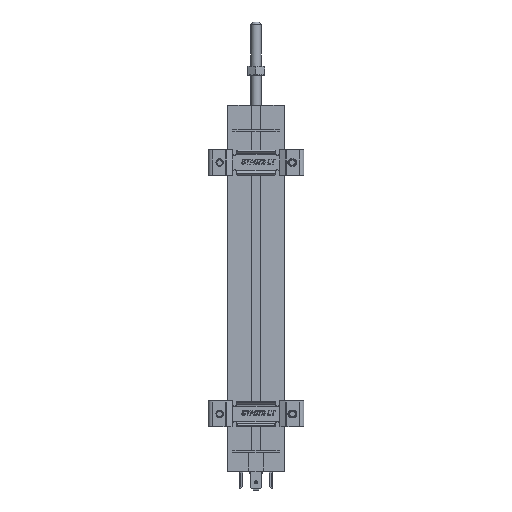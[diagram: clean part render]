
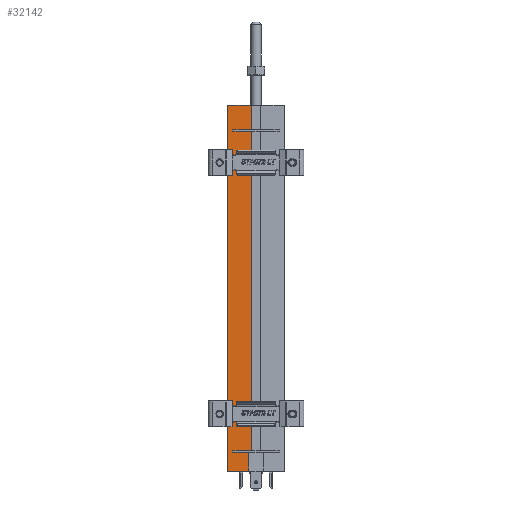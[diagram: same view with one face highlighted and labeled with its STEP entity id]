
A CAD part, front view. The second image highlights one B-rep face of the part: STEP entity #32142.
In plain terms, the highlighted planar face has unit normal (0, -1, 0).
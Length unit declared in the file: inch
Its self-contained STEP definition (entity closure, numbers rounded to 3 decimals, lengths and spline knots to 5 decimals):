
#387 = EDGE_CURVE ( 'NONE', #46416, #76175, #32526, .T. ) ;
#1973 = LINE ( 'NONE', #14563, #16032 ) ;
#2003 = DIRECTION ( 'NONE',  ( -1., 0., 0. ) ) ;
#3127 = DIRECTION ( 'NONE',  ( 0., -1., 0. ) ) ;
#4307 = VECTOR ( 'NONE', #2003, 39.37008 ) ;
#7975 = DIRECTION ( 'NONE',  ( 0., 0., 1. ) ) ;
#8628 = VERTEX_POINT ( 'NONE', #67117 ) ;
#9013 = PLANE ( 'NONE',  #53430 ) ;
#10048 = ORIENTED_EDGE ( 'NONE', *, *, #31250, .T. ) ;
#10313 = ORIENTED_EDGE ( 'NONE', *, *, #36494, .F. ) ;
#10428 = EDGE_CURVE ( 'NONE', #10796, #46416, #50000, .T. ) ;
#10796 = VERTEX_POINT ( 'NONE', #59401 ) ;
#11449 = EDGE_CURVE ( 'NONE', #35245, #68897, #61860, .T. ) ;
#11776 = ORIENTED_EDGE ( 'NONE', *, *, #47330, .T. ) ;
#12406 = ORIENTED_EDGE ( 'NONE', *, *, #10428, .T. ) ;
#12616 = LINE ( 'NONE', #55033, #24794 ) ;
#12859 = VERTEX_POINT ( 'NONE', #69128 ) ;
#13203 = CARTESIAN_POINT ( 'NONE',  ( 1.20079, 0., 0. ) ) ;
#13615 = DIRECTION ( 'NONE',  ( 0., 0., -1. ) ) ;
#14040 = CARTESIAN_POINT ( 'NONE',  ( 0.09843, 0., 0.03937 ) ) ;
#14563 = CARTESIAN_POINT ( 'NONE',  ( 0.11811, 0., -7.38189 ) ) ;
#16032 = VECTOR ( 'NONE', #38768, 39.37008 ) ;
#16469 = ORIENTED_EDGE ( 'NONE', *, *, #11449, .F. ) ;
#17257 = LINE ( 'NONE', #36233, #52894 ) ;
#17917 = VECTOR ( 'NONE', #49674, 39.37008 ) ;
#21917 = CARTESIAN_POINT ( 'NONE',  ( 0.48819, 0., -7.38189 ) ) ;
#22610 = VERTEX_POINT ( 'NONE', #35159 ) ;
#24739 = ORIENTED_EDGE ( 'NONE', *, *, #75716, .T. ) ;
#24794 = VECTOR ( 'NONE', #41991, 39.37008 ) ;
#25159 = CARTESIAN_POINT ( 'NONE',  ( 0.48819, 0., -7.38189 ) ) ;
#25366 = VERTEX_POINT ( 'NONE', #71388 ) ;
#25764 = CARTESIAN_POINT ( 'NONE',  ( 1.20079, 0., -7.34252 ) ) ;
#26292 = DIRECTION ( 'NONE',  ( -1., 0., 0. ) ) ;
#26660 = CARTESIAN_POINT ( 'NONE',  ( 0.54724, 0., 0. ) ) ;
#29442 = CARTESIAN_POINT ( 'NONE',  ( 1.20079, 0., -7.38189 ) ) ;
#31250 = EDGE_CURVE ( 'NONE', #78202, #25366, #55988, .T. ) ;
#31627 = EDGE_CURVE ( 'NONE', #25366, #12859, #51177, .T. ) ;
#32142 = ADVANCED_FACE ( 'NONE', ( #75531 ), #9013, .T. ) ;
#32526 = LINE ( 'NONE', #58648, #39994 ) ;
#33566 = CARTESIAN_POINT ( 'NONE',  ( 0., 0., 0.60236 ) ) ;
#34521 = EDGE_CURVE ( 'NONE', #22610, #8628, #12616, .T. ) ;
#35159 = CARTESIAN_POINT ( 'NONE',  ( 0., 0., -7.81496 ) ) ;
#35245 = VERTEX_POINT ( 'NONE', #57805 ) ;
#36233 = CARTESIAN_POINT ( 'NONE',  ( 0., 0., 0.03937 ) ) ;
#36494 = EDGE_CURVE ( 'NONE', #65309, #8628, #62407, .T. ) ;
#37315 = DIRECTION ( 'NONE',  ( 1., 0., 0. ) ) ;
#38086 = CARTESIAN_POINT ( 'NONE',  ( 0.54134, 0., 0.03937 ) ) ;
#38768 = DIRECTION ( 'NONE',  ( 0., 0., 1. ) ) ;
#39994 = VECTOR ( 'NONE', #26292, 39.37008 ) ;
#40165 = CARTESIAN_POINT ( 'NONE',  ( 0.11811, 0., -7.38189 ) ) ;
#41829 = DIRECTION ( 'NONE',  ( 0., 0., -1. ) ) ;
#41991 = DIRECTION ( 'NONE',  ( 1., 0., 0. ) ) ;
#42888 = ORIENTED_EDGE ( 'NONE', *, *, #59386, .F. ) ;
#45559 = CARTESIAN_POINT ( 'NONE',  ( 0.11811, 0., 0.03937 ) ) ;
#46416 = VERTEX_POINT ( 'NONE', #69611 ) ;
#46887 = LINE ( 'NONE', #77701, #53215 ) ;
#47330 = EDGE_CURVE ( 'NONE', #12859, #10796, #56463, .T. ) ;
#49674 = DIRECTION ( 'NONE',  ( -1., 0., 0. ) ) ;
#50000 = LINE ( 'NONE', #38086, #66138 ) ;
#51076 = CARTESIAN_POINT ( 'NONE',  ( 0., 0., 0.03937 ) ) ;
#51177 = LINE ( 'NONE', #45559, #77299 ) ;
#52651 = VECTOR ( 'NONE', #73106, 39.37008 ) ;
#52894 = VECTOR ( 'NONE', #41829, 39.37008 ) ;
#53215 = VECTOR ( 'NONE', #78101, 39.37008 ) ;
#53430 = AXIS2_PLACEMENT_3D ( 'NONE', #51076, #3127, #64128 ) ;
#55033 = CARTESIAN_POINT ( 'NONE',  ( 0., 0., -7.81496 ) ) ;
#55988 = LINE ( 'NONE', #13203, #17917 ) ;
#56463 = LINE ( 'NONE', #14040, #52651 ) ;
#57616 = ORIENTED_EDGE ( 'NONE', *, *, #31627, .T. ) ;
#57805 = CARTESIAN_POINT ( 'NONE',  ( 0.54724, 0., -7.34252 ) ) ;
#57852 = ORIENTED_EDGE ( 'NONE', *, *, #34521, .T. ) ;
#58280 = DIRECTION ( 'NONE',  ( 0., 0., 1. ) ) ;
#58648 = CARTESIAN_POINT ( 'NONE',  ( 0., 0., 0.60236 ) ) ;
#58721 = ORIENTED_EDGE ( 'NONE', *, *, #60696, .T. ) ;
#59386 = EDGE_CURVE ( 'NONE', #65846, #65309, #72184, .T. ) ;
#59401 = CARTESIAN_POINT ( 'NONE',  ( 0.54134, 0., 0.03937 ) ) ;
#60640 = EDGE_LOOP ( 'NONE', ( #11776, #12406, #67322, #68733, #57852, #10313, #42888, #58721, #16469, #24739, #10048, #57616 ) ) ;
#60696 = EDGE_CURVE ( 'NONE', #65846, #68897, #1973, .T. ) ;
#61860 = LINE ( 'NONE', #25764, #4307 ) ;
#62407 = LINE ( 'NONE', #25159, #69207 ) ;
#64128 = DIRECTION ( 'NONE',  ( 0., 0., -1. ) ) ;
#65182 = EDGE_CURVE ( 'NONE', #76175, #22610, #17257, .T. ) ;
#65309 = VERTEX_POINT ( 'NONE', #21917 ) ;
#65846 = VERTEX_POINT ( 'NONE', #40165 ) ;
#66138 = VECTOR ( 'NONE', #7975, 39.37008 ) ;
#67117 = CARTESIAN_POINT ( 'NONE',  ( 0.48819, 0., -7.81496 ) ) ;
#67322 = ORIENTED_EDGE ( 'NONE', *, *, #387, .T. ) ;
#68733 = ORIENTED_EDGE ( 'NONE', *, *, #65182, .T. ) ;
#68897 = VERTEX_POINT ( 'NONE', #69649 ) ;
#69128 = CARTESIAN_POINT ( 'NONE',  ( 0.11811, 0., 0.03937 ) ) ;
#69207 = VECTOR ( 'NONE', #13615, 39.37008 ) ;
#69611 = CARTESIAN_POINT ( 'NONE',  ( 0.54134, 0., 0.60236 ) ) ;
#69649 = CARTESIAN_POINT ( 'NONE',  ( 0.11811, 0., -7.34252 ) ) ;
#71388 = CARTESIAN_POINT ( 'NONE',  ( 0.11811, 0., 0. ) ) ;
#72184 = LINE ( 'NONE', #29442, #76598 ) ;
#73106 = DIRECTION ( 'NONE',  ( 1., 0., 0. ) ) ;
#75531 = FACE_OUTER_BOUND ( 'NONE', #60640, .T. ) ;
#75716 = EDGE_CURVE ( 'NONE', #35245, #78202, #46887, .T. ) ;
#76175 = VERTEX_POINT ( 'NONE', #33566 ) ;
#76598 = VECTOR ( 'NONE', #37315, 39.37008 ) ;
#77299 = VECTOR ( 'NONE', #58280, 39.37008 ) ;
#77701 = CARTESIAN_POINT ( 'NONE',  ( 0.54724, 0., -7.34252 ) ) ;
#78101 = DIRECTION ( 'NONE',  ( 0., 0., 1. ) ) ;
#78202 = VERTEX_POINT ( 'NONE', #26660 ) ;
